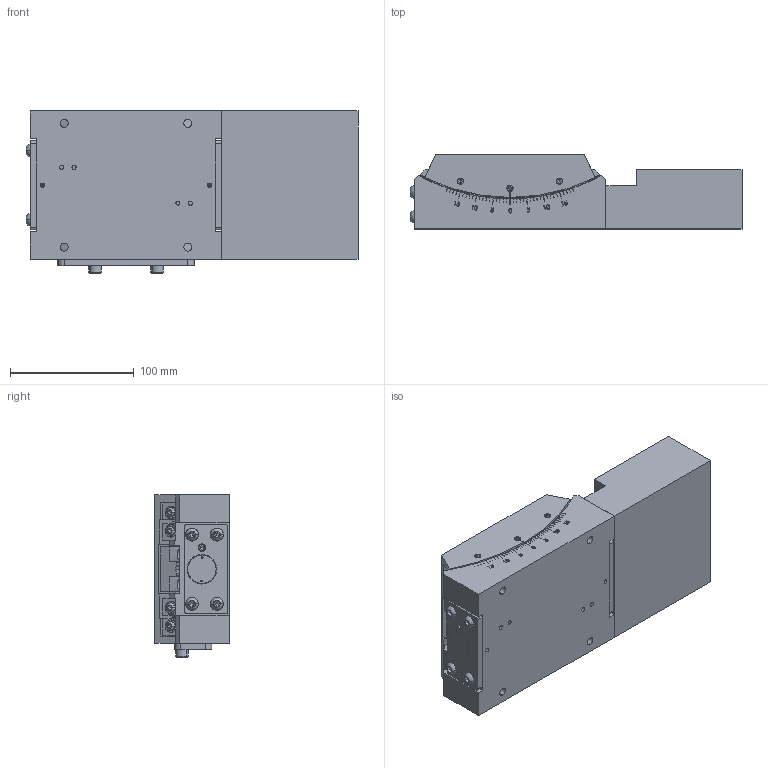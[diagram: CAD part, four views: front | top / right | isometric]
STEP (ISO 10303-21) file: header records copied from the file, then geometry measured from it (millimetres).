
FILE_DESCRIPTION (( 'STEP AP203' ), '1' );
FILE_NAME ('528676.STEP', '2024-09-21T09:12:17', ( '' ), ( '' ), 'SwSTEP 2.0', 'SolidWorks 2020', '' );
FILE_SCHEMA (( 'CONFIG_CONTROL_DESIGN' ));
Products named in the file (1): 528676
Bounding box: 268.3 x 60 x 131 mm (x, y, z)
Volume: 1469629.3 mm3; surface area: 300369 mm2
Topology: 104 solids, 104 shells, 2984 faces, 7734 edges, 4682 vertices
Faces by surface type: plane 1368, cylinder 768, cone 329, sphere 260, torus 198, bspline 61
Entity records: 102222 total; most frequent: CARTESIAN_POINT 32087, DIRECTION 14631, ORIENTED_EDGE 14412, EDGE_CURVE 7206, AXIS2_PLACEMENT_3D 5538, VERTEX_POINT 4574, LINE 3555, VECTOR 3555
